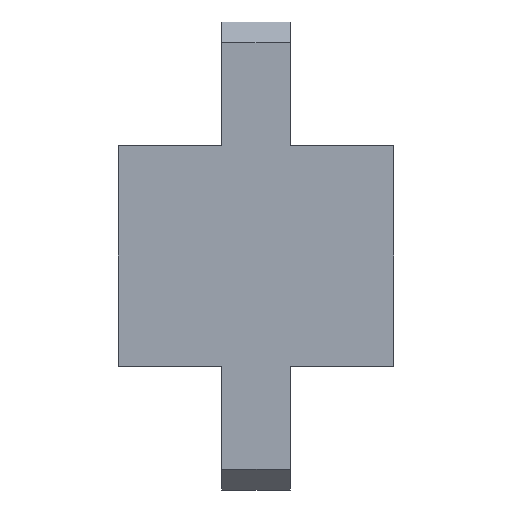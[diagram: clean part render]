
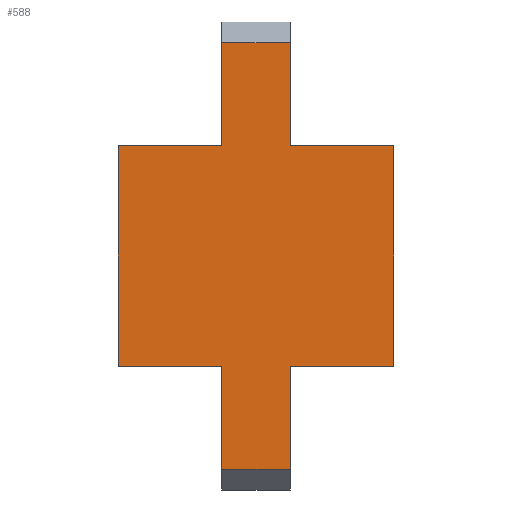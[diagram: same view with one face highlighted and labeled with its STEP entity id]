
A CAD part, front view. The second image highlights one B-rep face of the part: STEP entity #588.
In plain terms, the highlighted planar face has unit normal (0, -1, 0).
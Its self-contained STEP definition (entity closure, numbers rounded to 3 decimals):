
#16=FACE_OUTER_BOUND('',#48,.T.);
#48=EDGE_LOOP('',(#391,#392,#393,#394,#395,#396,#397,#398,#399,#400,#401,
#402));
#80=LINE('',#829,#164);
#83=LINE('',#835,#167);
#84=LINE('',#837,#168);
#85=LINE('',#839,#169);
#86=LINE('',#841,#170);
#87=LINE('',#843,#171);
#88=LINE('',#845,#172);
#89=LINE('',#847,#173);
#90=LINE('',#849,#174);
#91=LINE('',#851,#175);
#92=LINE('',#853,#176);
#93=LINE('',#854,#177);
#164=VECTOR('',#678,10.);
#167=VECTOR('',#683,10.);
#168=VECTOR('',#684,10.);
#169=VECTOR('',#685,10.);
#170=VECTOR('',#686,10.);
#171=VECTOR('',#687,10.);
#172=VECTOR('',#688,10.);
#173=VECTOR('',#689,10.);
#174=VECTOR('',#690,10.);
#175=VECTOR('',#691,10.);
#176=VECTOR('',#692,10.);
#177=VECTOR('',#693,10.);
#248=VERTEX_POINT('',#826);
#249=VERTEX_POINT('',#828);
#251=VERTEX_POINT('',#834);
#252=VERTEX_POINT('',#836);
#253=VERTEX_POINT('',#838);
#254=VERTEX_POINT('',#840);
#255=VERTEX_POINT('',#842);
#256=VERTEX_POINT('',#844);
#257=VERTEX_POINT('',#846);
#258=VERTEX_POINT('',#848);
#259=VERTEX_POINT('',#850);
#260=VERTEX_POINT('',#852);
#304=EDGE_CURVE('',#248,#249,#80,.T.);
#307=EDGE_CURVE('',#248,#251,#83,.T.);
#308=EDGE_CURVE('',#251,#252,#84,.T.);
#309=EDGE_CURVE('',#252,#253,#85,.T.);
#310=EDGE_CURVE('',#253,#254,#86,.T.);
#311=EDGE_CURVE('',#254,#255,#87,.T.);
#312=EDGE_CURVE('',#256,#255,#88,.T.);
#313=EDGE_CURVE('',#256,#257,#89,.T.);
#314=EDGE_CURVE('',#257,#258,#90,.T.);
#315=EDGE_CURVE('',#258,#259,#91,.T.);
#316=EDGE_CURVE('',#259,#260,#92,.T.);
#317=EDGE_CURVE('',#260,#249,#93,.T.);
#391=ORIENTED_EDGE('',*,*,#304,.F.);
#392=ORIENTED_EDGE('',*,*,#307,.T.);
#393=ORIENTED_EDGE('',*,*,#308,.T.);
#394=ORIENTED_EDGE('',*,*,#309,.T.);
#395=ORIENTED_EDGE('',*,*,#310,.T.);
#396=ORIENTED_EDGE('',*,*,#311,.T.);
#397=ORIENTED_EDGE('',*,*,#312,.F.);
#398=ORIENTED_EDGE('',*,*,#313,.T.);
#399=ORIENTED_EDGE('',*,*,#314,.T.);
#400=ORIENTED_EDGE('',*,*,#315,.T.);
#401=ORIENTED_EDGE('',*,*,#316,.T.);
#402=ORIENTED_EDGE('',*,*,#317,.T.);
#556=PLANE('',#642);
#588=ADVANCED_FACE('',(#16),#556,.T.);
#642=AXIS2_PLACEMENT_3D('',#833,#681,#682);
#678=DIRECTION('',(-1.,0.,0.));
#681=DIRECTION('center_axis',(0.,-1.,0.));
#682=DIRECTION('ref_axis',(0.,0.,-1.));
#683=DIRECTION('',(0.,0.,1.));
#684=DIRECTION('',(1.,0.,0.));
#685=DIRECTION('',(0.,0.,1.));
#686=DIRECTION('',(-1.,0.,0.));
#687=DIRECTION('',(0.,0.,1.));
#688=DIRECTION('',(1.,0.,0.));
#689=DIRECTION('',(0.,0.,-1.));
#690=DIRECTION('',(-1.,0.,0.));
#691=DIRECTION('',(0.,0.,-1.));
#692=DIRECTION('',(1.,0.,0.));
#693=DIRECTION('',(0.,0.,-1.));
#826=CARTESIAN_POINT('',(25.,-42.5,-155.));
#828=CARTESIAN_POINT('',(-25.,-42.5,-155.));
#829=CARTESIAN_POINT('',(12.5,-42.5,-155.));
#833=CARTESIAN_POINT('Origin',(0.,-42.5,0.));
#834=CARTESIAN_POINT('',(25.,-42.5,-80.));
#835=CARTESIAN_POINT('',(25.,-42.5,-80.));
#836=CARTESIAN_POINT('',(100.,-42.5,-80.));
#837=CARTESIAN_POINT('',(100.,-42.5,-80.));
#838=CARTESIAN_POINT('',(100.,-42.5,80.));
#839=CARTESIAN_POINT('',(100.,-42.5,80.));
#840=CARTESIAN_POINT('',(25.,-42.5,80.));
#841=CARTESIAN_POINT('',(25.,-42.5,80.));
#842=CARTESIAN_POINT('',(25.,-42.5,155.));
#843=CARTESIAN_POINT('',(25.,-42.5,170.));
#844=CARTESIAN_POINT('',(-25.,-42.5,155.));
#845=CARTESIAN_POINT('',(-12.5,-42.5,155.));
#846=CARTESIAN_POINT('',(-25.,-42.5,80.));
#847=CARTESIAN_POINT('',(-25.,-42.5,80.));
#848=CARTESIAN_POINT('',(-100.,-42.5,80.));
#849=CARTESIAN_POINT('',(-100.,-42.5,80.));
#850=CARTESIAN_POINT('',(-100.,-42.5,-80.));
#851=CARTESIAN_POINT('',(-100.,-42.5,-80.));
#852=CARTESIAN_POINT('',(-25.,-42.5,-80.));
#853=CARTESIAN_POINT('',(-25.,-42.5,-80.));
#854=CARTESIAN_POINT('',(-25.,-42.5,-170.));
